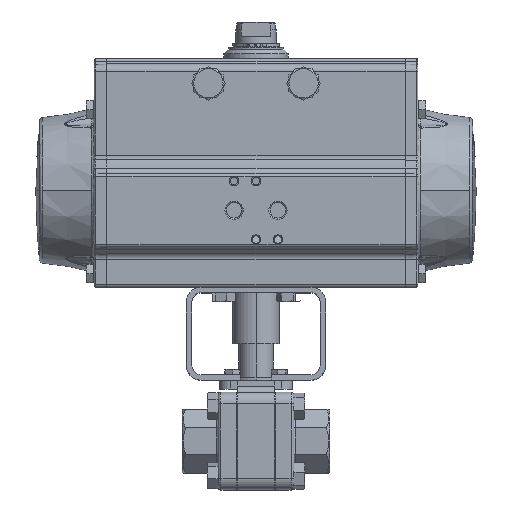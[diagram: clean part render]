
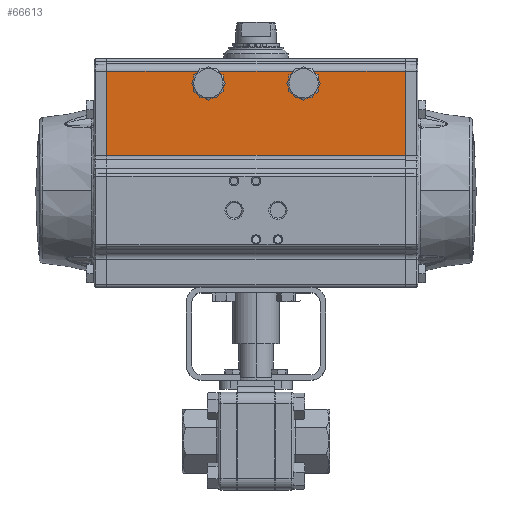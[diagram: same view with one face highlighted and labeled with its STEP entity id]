
A CAD part, top view. The second image highlights one B-rep face of the part: STEP entity #66613.
In plain terms, the highlighted planar face has unit normal (0, 0, 1).
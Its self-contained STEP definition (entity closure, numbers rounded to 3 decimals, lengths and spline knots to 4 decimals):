
#508 = VECTOR ( 'NONE', #13351, 39.3701 ) ;
#541 = PLANE ( 'NONE',  #37554 ) ;
#993 = ORIENTED_EDGE ( 'NONE', *, *, #3811, .T. ) ;
#1000 = EDGE_CURVE ( 'NONE', #66964, #71706, #17166, .T. ) ;
#1070 = AXIS2_PLACEMENT_3D ( 'NONE', #20700, #20467, #20239 ) ;
#1141 = CARTESIAN_POINT ( 'NONE',  ( -0.8456, 7.9557, 1.7323 ) ) ;
#1193 = CARTESIAN_POINT ( 'NONE',  ( -0.7087, 7.6958, 1.7323 ) ) ;
#1974 = DIRECTION ( 'NONE',  ( 1., 0., 0. ) ) ;
#3173 = ORIENTED_EDGE ( 'NONE', *, *, #18010, .F. ) ;
#3811 = EDGE_CURVE ( 'NONE', #24013, #65020, #10212, .T. ) ;
#4138 = AXIS2_PLACEMENT_3D ( 'NONE', #9997, #49358, #15675 ) ;
#4221 = CARTESIAN_POINT ( 'NONE',  ( -3.2087, 6.1531, 1.7323 ) ) ;
#4222 = CARTESIAN_POINT ( 'NONE',  ( 1.3386, 7.6958, 1.7323 ) ) ;
#4512 = CIRCLE ( 'NONE', #62426, 0.315 ) ;
#5224 = VERTEX_POINT ( 'NONE', #13089 ) ;
#5336 = VECTOR ( 'NONE', #71900, 39.3701 ) ;
#5644 = AXIS2_PLACEMENT_3D ( 'NONE', #63110, #29689, #68680 ) ;
#6256 = DIRECTION ( 'NONE',  ( 1., 0., 0. ) ) ;
#7203 = DIRECTION ( 'NONE',  ( 0., 0., -1. ) ) ;
#7231 = EDGE_CURVE ( 'NONE', #42196, #60947, #48674, .T. ) ;
#7860 = CARTESIAN_POINT ( 'NONE',  ( -1.0236, 7.6958, 1.7323 ) ) ;
#8585 = VERTEX_POINT ( 'NONE', #18064 ) ;
#9997 = CARTESIAN_POINT ( 'NONE',  ( -1.0236, 7.6958, 1.7323 ) ) ;
#10212 = CIRCLE ( 'NONE', #1070, 0.315 ) ;
#10712 = CARTESIAN_POINT ( 'NONE',  ( -3.2087, 7.9557, 1.7323 ) ) ;
#10769 = ORIENTED_EDGE ( 'NONE', *, *, #64973, .F. ) ;
#12866 = ORIENTED_EDGE ( 'NONE', *, *, #1000, .T. ) ;
#12980 = DIRECTION ( 'NONE',  ( 0., 0., -1. ) ) ;
#13089 = CARTESIAN_POINT ( 'NONE',  ( 0.8456, 7.9557, 1.7323 ) ) ;
#13351 = DIRECTION ( 'NONE',  ( 1., 0., 0. ) ) ;
#13545 = DIRECTION ( 'NONE',  ( 1., 0., 0. ) ) ;
#13879 = CARTESIAN_POINT ( 'NONE',  ( 1.1811, 7.4231, 1.7323 ) ) ;
#13966 = DIRECTION ( 'NONE',  ( 0., 0., -1. ) ) ;
#14018 = CARTESIAN_POINT ( 'NONE',  ( 3.2087, 6.1531, 1.7323 ) ) ;
#14160 = DIRECTION ( 'NONE',  ( 1., 0., 0. ) ) ;
#15441 = CIRCLE ( 'NONE', #35753, 0.315 ) ;
#15589 = VERTEX_POINT ( 'NONE', #1193 ) ;
#15675 = DIRECTION ( 'NONE',  ( 1., 0., 0. ) ) ;
#16148 = EDGE_CURVE ( 'NONE', #8585, #66964, #22980, .T. ) ;
#16504 = ORIENTED_EDGE ( 'NONE', *, *, #42565, .F. ) ;
#16760 = CARTESIAN_POINT ( 'NONE',  ( 1.0236, 7.6958, 1.7323 ) ) ;
#17166 = CIRCLE ( 'NONE', #62599, 0.315 ) ;
#17374 = AXIS2_PLACEMENT_3D ( 'NONE', #7860, #47194, #13545 ) ;
#17581 = VERTEX_POINT ( 'NONE', #36075 ) ;
#18010 = EDGE_CURVE ( 'NONE', #59426, #51561, #23700, .T. ) ;
#18064 = CARTESIAN_POINT ( 'NONE',  ( 1.2016, 7.9557, 1.7323 ) ) ;
#18290 = CARTESIAN_POINT ( 'NONE',  ( 1.0236, 7.6958, 1.7323 ) ) ;
#18618 = LINE ( 'NONE', #32908, #5336 ) ;
#20239 = DIRECTION ( 'NONE',  ( 1., 0., 0. ) ) ;
#20467 = DIRECTION ( 'NONE',  ( 0., 0., -1. ) ) ;
#20700 = CARTESIAN_POINT ( 'NONE',  ( -1.0236, 7.6958, 1.7323 ) ) ;
#22980 = CIRCLE ( 'NONE', #32789, 0.315 ) ;
#23053 = CARTESIAN_POINT ( 'NONE',  ( 3.2087, 6.1531, 1.7323 ) ) ;
#23299 = ORIENTED_EDGE ( 'NONE', *, *, #44384, .T. ) ;
#23700 = LINE ( 'NONE', #63580, #38673 ) ;
#23943 = DIRECTION ( 'NONE',  ( 1., 0., 0. ) ) ;
#24013 = VERTEX_POINT ( 'NONE', #66981 ) ;
#24226 = DIRECTION ( 'NONE',  ( 0., -1., 0. ) ) ;
#24994 = VERTEX_POINT ( 'NONE', #66727 ) ;
#25152 = EDGE_CURVE ( 'NONE', #53347, #24994, #48499, .T. ) ;
#28960 = EDGE_CURVE ( 'NONE', #71706, #53347, #35961, .T. ) ;
#29228 = EDGE_LOOP ( 'NONE', ( #56356, #51527, #10769, #16504, #69949, #12866, #69806, #71602, #58060, #55570, #34265, #68000, #993, #71143, #23299, #3173 ) ) ;
#29689 = DIRECTION ( 'NONE',  ( 0., 0., -1. ) ) ;
#29723 = AXIS2_PLACEMENT_3D ( 'NONE', #18290, #57532, #23943 ) ;
#30192 = VERTEX_POINT ( 'NONE', #1141 ) ;
#30350 = CARTESIAN_POINT ( 'NONE',  ( -1.3386, 7.6958, 1.7323 ) ) ;
#31978 = CARTESIAN_POINT ( 'NONE',  ( 1.0236, 7.6958, 1.7323 ) ) ;
#32383 = LINE ( 'NONE', #47001, #508 ) ;
#32789 = AXIS2_PLACEMENT_3D ( 'NONE', #31978, #70971, #37601 ) ;
#32908 = CARTESIAN_POINT ( 'NONE',  ( 3.2087, 7.9557, 1.7323 ) ) ;
#34265 = ORIENTED_EDGE ( 'NONE', *, *, #69207, .T. ) ;
#34570 = AXIS2_PLACEMENT_3D ( 'NONE', #40927, #7203, #46541 ) ;
#35753 = AXIS2_PLACEMENT_3D ( 'NONE', #47616, #13966, #53287 ) ;
#35961 = CIRCLE ( 'NONE', #34570, 0.315 ) ;
#36075 = CARTESIAN_POINT ( 'NONE',  ( 3.2087, 7.9557, 1.7323 ) ) ;
#36079 = EDGE_CURVE ( 'NONE', #24994, #5224, #4512, .T. ) ;
#36331 = DIRECTION ( 'NONE',  ( 1., 0., 0. ) ) ;
#36412 = DIRECTION ( 'NONE',  ( 0., 0., -1. ) ) ;
#37395 = VECTOR ( 'NONE', #24226, 39.3701 ) ;
#37554 = AXIS2_PLACEMENT_3D ( 'NONE', #23053, #40030, #6256 ) ;
#37601 = DIRECTION ( 'NONE',  ( 0., 1., 0. ) ) ;
#37878 = EDGE_CURVE ( 'NONE', #15589, #24013, #58854, .T. ) ;
#38673 = VECTOR ( 'NONE', #1974, 39.3701 ) ;
#40030 = DIRECTION ( 'NONE',  ( 0., 0., 1. ) ) ;
#40927 = CARTESIAN_POINT ( 'NONE',  ( 1.0236, 7.6958, 1.7323 ) ) ;
#42196 = VERTEX_POINT ( 'NONE', #4221 ) ;
#42565 = EDGE_CURVE ( 'NONE', #8585, #17581, #32383, .T. ) ;
#43382 = VECTOR ( 'NONE', #14160, 39.3701 ) ;
#43619 = VECTOR ( 'NONE', #71796, 39.3701 ) ;
#44384 = EDGE_CURVE ( 'NONE', #54293, #51561, #15441, .T. ) ;
#46541 = DIRECTION ( 'NONE',  ( 1., 0., 0. ) ) ;
#46615 = CARTESIAN_POINT ( 'NONE',  ( 1.0236, 7.6958, 1.7323 ) ) ;
#47001 = CARTESIAN_POINT ( 'NONE',  ( 3.2087, 7.9557, 1.7323 ) ) ;
#47050 = CARTESIAN_POINT ( 'NONE',  ( 3.2087, 8.1131, 1.7323 ) ) ;
#47194 = DIRECTION ( 'NONE',  ( 0., 0., -1. ) ) ;
#47500 = CIRCLE ( 'NONE', #4138, 0.315 ) ;
#47616 = CARTESIAN_POINT ( 'NONE',  ( -1.0236, 7.6958, 1.7323 ) ) ;
#48499 = CIRCLE ( 'NONE', #29723, 0.315 ) ;
#48674 = LINE ( 'NONE', #14018, #43382 ) ;
#49358 = DIRECTION ( 'NONE',  ( 0., 0., -1. ) ) ;
#51274 = CARTESIAN_POINT ( 'NONE',  ( -1.2016, 7.9557, 1.7323 ) ) ;
#51527 = ORIENTED_EDGE ( 'NONE', *, *, #7231, .T. ) ;
#51561 = VERTEX_POINT ( 'NONE', #51274 ) ;
#52308 = DIRECTION ( 'NONE',  ( 1., 0., 0. ) ) ;
#53287 = DIRECTION ( 'NONE',  ( 1., 0., 0. ) ) ;
#53347 = VERTEX_POINT ( 'NONE', #70661 ) ;
#53930 = FACE_OUTER_BOUND ( 'NONE', #29228, .T. ) ;
#54293 = VERTEX_POINT ( 'NONE', #30350 ) ;
#54820 = CARTESIAN_POINT ( 'NONE',  ( 3.2087, 6.1531, 1.7323 ) ) ;
#55570 = ORIENTED_EDGE ( 'NONE', *, *, #71487, .F. ) ;
#56356 = ORIENTED_EDGE ( 'NONE', *, *, #63596, .T. ) ;
#57532 = DIRECTION ( 'NONE',  ( 0., 0., -1. ) ) ;
#58060 = ORIENTED_EDGE ( 'NONE', *, *, #36079, .T. ) ;
#58293 = CARTESIAN_POINT ( 'NONE',  ( -1.1811, 7.4231, 1.7323 ) ) ;
#58854 = CIRCLE ( 'NONE', #5644, 0.315 ) ;
#59355 = EDGE_CURVE ( 'NONE', #65020, #54293, #47500, .T. ) ;
#59426 = VERTEX_POINT ( 'NONE', #10712 ) ;
#60947 = VERTEX_POINT ( 'NONE', #54820 ) ;
#62426 = AXIS2_PLACEMENT_3D ( 'NONE', #46615, #12980, #52308 ) ;
#62599 = AXIS2_PLACEMENT_3D ( 'NONE', #16760, #36412, #36331 ) ;
#63110 = CARTESIAN_POINT ( 'NONE',  ( -1.0236, 7.6958, 1.7323 ) ) ;
#63580 = CARTESIAN_POINT ( 'NONE',  ( 3.2087, 7.9557, 1.7323 ) ) ;
#63596 = EDGE_CURVE ( 'NONE', #59426, #42196, #71512, .T. ) ;
#64973 = EDGE_CURVE ( 'NONE', #17581, #60947, #65282, .T. ) ;
#65020 = VERTEX_POINT ( 'NONE', #58293 ) ;
#65282 = LINE ( 'NONE', #47050, #37395 ) ;
#66613 = ADVANCED_FACE ( 'NONE', ( #53930 ), #541, .T. ) ;
#66727 = CARTESIAN_POINT ( 'NONE',  ( 0.7087, 7.6958, 1.7323 ) ) ;
#66964 = VERTEX_POINT ( 'NONE', #4222 ) ;
#66981 = CARTESIAN_POINT ( 'NONE',  ( -0.8661, 7.4231, 1.7323 ) ) ;
#67662 = CIRCLE ( 'NONE', #17374, 0.315 ) ;
#68000 = ORIENTED_EDGE ( 'NONE', *, *, #37878, .T. ) ;
#68680 = DIRECTION ( 'NONE',  ( 1., 0., 0. ) ) ;
#69207 = EDGE_CURVE ( 'NONE', #30192, #15589, #67662, .T. ) ;
#69806 = ORIENTED_EDGE ( 'NONE', *, *, #28960, .T. ) ;
#69949 = ORIENTED_EDGE ( 'NONE', *, *, #16148, .T. ) ;
#70661 = CARTESIAN_POINT ( 'NONE',  ( 0.8661, 7.4231, 1.7323 ) ) ;
#70843 = CARTESIAN_POINT ( 'NONE',  ( -3.2087, 6.1531, 1.7323 ) ) ;
#70971 = DIRECTION ( 'NONE',  ( 0., 0., -1. ) ) ;
#71143 = ORIENTED_EDGE ( 'NONE', *, *, #59355, .T. ) ;
#71487 = EDGE_CURVE ( 'NONE', #30192, #5224, #18618, .T. ) ;
#71512 = LINE ( 'NONE', #70843, #43619 ) ;
#71602 = ORIENTED_EDGE ( 'NONE', *, *, #25152, .T. ) ;
#71706 = VERTEX_POINT ( 'NONE', #13879 ) ;
#71796 = DIRECTION ( 'NONE',  ( 0., -1., 0. ) ) ;
#71900 = DIRECTION ( 'NONE',  ( 1., 0., 0. ) ) ;
